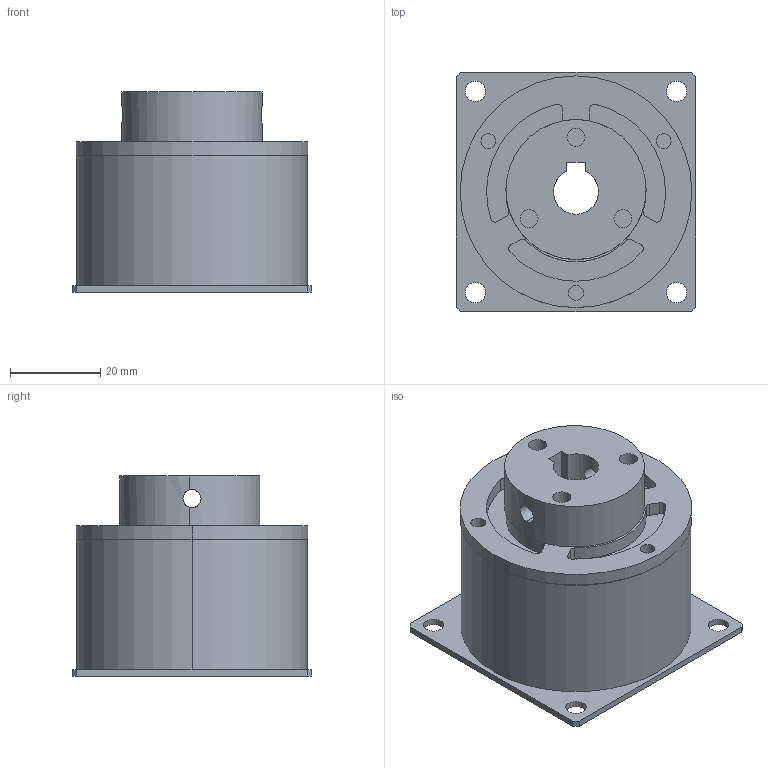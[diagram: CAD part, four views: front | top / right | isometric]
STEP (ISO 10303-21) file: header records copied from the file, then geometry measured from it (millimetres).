
FILE_DESCRIPTION (( 'STEP AP203' ), '1' );
FILE_NAME ('AMB 20_25161700.STEP', '2016-01-27T00:41:58', ( ' ' ), ( '' ), 'SwSTEP 2.0', 'SolidWorks 2009', '' );
FILE_SCHEMA (( 'CONFIG_CONTROL_DESIGN' ));
Length unit declared in the file: millimetre
Products named in the file (1): AMB 20_25161700
Bounding box: 53 x 53 x 44.3 mm (x, y, z)
Volume: 59148.7 mm3; surface area: 16181.1 mm2
Topology: 1 solids, 1 shells, 115 faces, 292 edges, 190 vertices
Faces by surface type: cylinder 75, plane 40
Entity records: 3856 total; most frequent: CARTESIAN_POINT 837, DIRECTION 674, ORIENTED_EDGE 584, EDGE_CURVE 292, AXIS2_PLACEMENT_3D 278, VERTEX_POINT 190, CIRCLE 162, EDGE_LOOP 140
